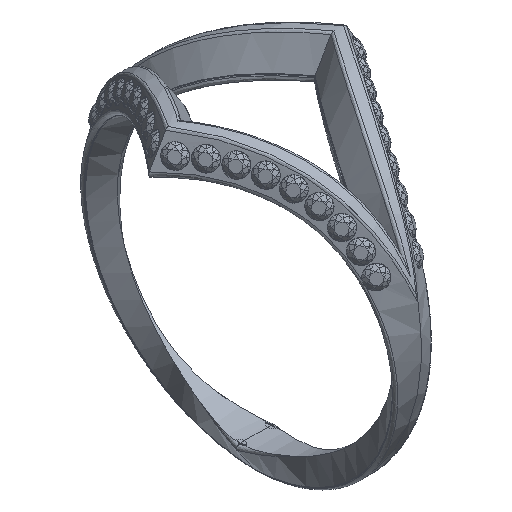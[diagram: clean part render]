
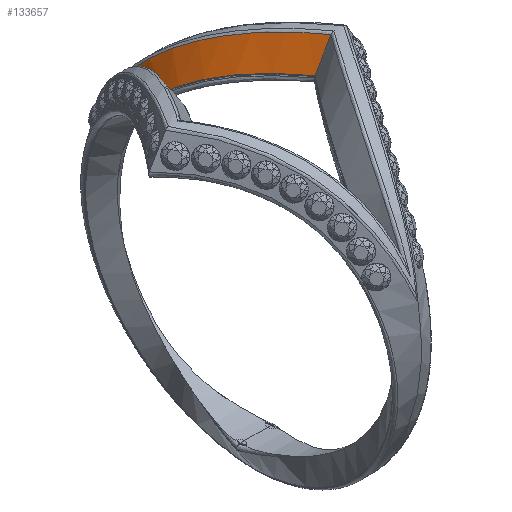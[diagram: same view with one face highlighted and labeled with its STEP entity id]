
A CAD part, isometric view. The second image highlights one B-rep face of the part: STEP entity #133657.
In plain terms, the highlighted free-form (B-spline) face has degree [5, 1] with [21, 2] control points.
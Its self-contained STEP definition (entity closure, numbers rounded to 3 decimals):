
#118249 = VERTEX_POINT('',#118250);
#118250 = CARTESIAN_POINT('',(0.,8.144,
    8.909));
#128506 = VERTEX_POINT('',#128507);
#128507 = CARTESIAN_POINT('',(4.918,0.,
    11.919));
#128514 = EDGE_CURVE('',#128506,#118249,#128515,.T.);
#128515 = B_SPLINE_CURVE_WITH_KNOTS('',5,(#128516,#128517,#128518,
    #128519,#128520,#128521,#128522,#128523,#128524),.UNSPECIFIED.,.F.,
  .F.,(6,3,6),(0.,7.561,9.625),.UNSPECIFIED.);
#128516 = CARTESIAN_POINT('',(4.918,0.,
    11.919));
#128517 = CARTESIAN_POINT('',(3.88,1.273,
    11.985));
#128518 = CARTESIAN_POINT('',(2.966,2.564,
    11.865));
#128519 = CARTESIAN_POINT('',(2.043,3.943,
    11.56));
#128520 = CARTESIAN_POINT('',(1.034,5.691,
    10.804));
#128521 = CARTESIAN_POINT('',(0.351,7.219,
    9.711));
#128522 = CARTESIAN_POINT('',(0.219,7.537,
    9.46));
#128523 = CARTESIAN_POINT('',(0.102,7.846,
    9.193));
#128524 = CARTESIAN_POINT('',(0.,8.144,
    8.909));
#128615 = EDGE_CURVE('',#128616,#118249,#128618,.T.);
#128616 = VERTEX_POINT('',#128617);
#128617 = CARTESIAN_POINT('',(0.,11.97,
    7.568));
#128618 = B_SPLINE_CURVE_WITH_KNOTS('',4,(#128619,#128620,#128621,
    #128622,#128623),.UNSPECIFIED.,.F.,.F.,(5,5),(0.615,
    5.996),.PIECEWISE_BEZIER_KNOTS.);
#128619 = CARTESIAN_POINT('',(0.,11.97,
    7.568));
#128620 = CARTESIAN_POINT('',(0.,11.02,
    7.911));
#128621 = CARTESIAN_POINT('',(0.,10.084,
    8.38));
#128622 = CARTESIAN_POINT('',(0.,9.117,
    8.726));
#128623 = CARTESIAN_POINT('',(0.,8.144,
    8.909));
#133657 = ADVANCED_FACE('',(#133658),#133691,.T.);
#133658 = FACE_BOUND('',#133659,.T.);
#133659 = EDGE_LOOP('',(#133660,#133661,#133662,#133673));
#133660 = ORIENTED_EDGE('',*,*,#128615,.T.);
#133661 = ORIENTED_EDGE('',*,*,#128514,.F.);
#133662 = ORIENTED_EDGE('',*,*,#133663,.T.);
#133663 = EDGE_CURVE('',#128506,#133664,#133666,.T.);
#133664 = VERTEX_POINT('',#133665);
#133665 = CARTESIAN_POINT('',(6.243,0.,
    14.213));
#133666 = B_SPLINE_CURVE_WITH_KNOTS('',5,(#133667,#133668,#133669,
    #133670,#133671,#133672),.UNSPECIFIED.,.F.,.F.,(6,6),(-1.457
    ,0.851),.PIECEWISE_BEZIER_KNOTS.);
#133667 = CARTESIAN_POINT('',(4.918,0.,
    11.919));
#133668 = CARTESIAN_POINT('',(5.183,0.,
    12.378));
#133669 = CARTESIAN_POINT('',(5.448,0.,
    12.837));
#133670 = CARTESIAN_POINT('',(5.713,0.,
    13.296));
#133671 = CARTESIAN_POINT('',(5.978,0.,
    13.754));
#133672 = CARTESIAN_POINT('',(6.243,0.,
    14.213));
#133673 = ORIENTED_EDGE('',*,*,#133674,.F.);
#133674 = EDGE_CURVE('',#128616,#133664,#133675,.T.);
#133675 = B_SPLINE_CURVE_WITH_KNOTS('',5,(#133676,#133677,#133678,
    #133679,#133680,#133681,#133682,#133683,#133684,#133685,#133686,
    #133687,#133688,#133689,#133690),.UNSPECIFIED.,.F.,.F.,(6,3,3,3,6),(
    9.565,13.39,18.827,24.195,
    28.343),.UNSPECIFIED.);
#133676 = CARTESIAN_POINT('',(0.,11.97,
    7.568));
#133677 = CARTESIAN_POINT('',(0.103,11.638,
    8.107));
#133678 = CARTESIAN_POINT('',(0.215,11.276,
    8.627));
#133679 = CARTESIAN_POINT('',(0.341,10.886,
    9.123));
#133680 = CARTESIAN_POINT('',(0.688,9.885,
    10.258));
#133681 = CARTESIAN_POINT('',(1.143,8.764,
    11.227));
#133682 = CARTESIAN_POINT('',(1.449,8.074,
    11.735));
#133683 = CARTESIAN_POINT('',(2.138,6.641,
    12.633));
#133684 = CARTESIAN_POINT('',(2.958,5.135,
    13.29));
#133685 = CARTESIAN_POINT('',(3.392,4.379,
    13.557));
#133686 = CARTESIAN_POINT('',(4.196,3.038,
    13.928));
#133687 = CARTESIAN_POINT('',(5.055,1.71,
    14.129));
#133688 = CARTESIAN_POINT('',(5.439,1.136,
    14.186));
#133689 = CARTESIAN_POINT('',(5.834,0.565,
    14.214));
#133690 = CARTESIAN_POINT('',(6.243,0.,
    14.213));
#133691 = B_SPLINE_SURFACE_WITH_KNOTS('',5,1,(
    (#133692,#133693)
    ,(#133694,#133695)
    ,(#133696,#133697)
    ,(#133698,#133699)
    ,(#133700,#133701)
    ,(#133702,#133703)
    ,(#133704,#133705)
    ,(#133706,#133707)
    ,(#133708,#133709)
    ,(#133710,#133711)
    ,(#133712,#133713)
    ,(#133714,#133715)
    ,(#133716,#133717)
    ,(#133718,#133719)
    ,(#133720,#133721)
    ,(#133722,#133723)
    ,(#133724,#133725)
    ,(#133726,#133727)
    ,(#133728,#133729)
    ,(#133730,#133731)
    ,(#133732,#133733
  )),.UNSPECIFIED.,.F.,.F.,.F.,(6,3,3,3,3,3,6),(2,2),(0.,7.561,
    13.226,18.492,23.453,27.406,36.525
    ),(-1.433,1.48),.UNSPECIFIED.);
#133692 = CARTESIAN_POINT('',(6.59,0.,
    14.815));
#133693 = CARTESIAN_POINT('',(4.918,0.,
    11.919));
#133694 = CARTESIAN_POINT('',(5.512,1.582,
    14.856));
#133695 = CARTESIAN_POINT('',(3.88,1.273,
    11.985));
#133696 = CARTESIAN_POINT('',(4.536,3.176,
    14.666));
#133697 = CARTESIAN_POINT('',(2.966,2.564,
    11.865));
#133698 = CARTESIAN_POINT('',(3.551,4.868,
    14.247));
#133699 = CARTESIAN_POINT('',(2.043,3.943,
    11.56));
#133700 = CARTESIAN_POINT('',(1.991,7.789,
    12.895));
#133701 = CARTESIAN_POINT('',(0.657,6.345,
    10.522));
#133702 = CARTESIAN_POINT('',(0.904,10.163,
    10.781));
#133703 = CARTESIAN_POINT('',(-0.115,8.332,
    8.845));
#133704 = CARTESIAN_POINT('',(0.51,11.098,
    9.724));
#133705 = CARTESIAN_POINT('',(-0.339,9.122,
    7.999));
#133706 = CARTESIAN_POINT('',(-0.064,12.622,
    7.374));
#133707 = CARTESIAN_POINT('',(-0.5,10.43,
    6.102));
#133708 = CARTESIAN_POINT('',(-0.472,13.503,
    4.769));
#133709 = CARTESIAN_POINT('',(-0.566,11.218,
    3.966));
#133710 = CARTESIAN_POINT('',(-0.648,13.778,
    3.468));
#133711 = CARTESIAN_POINT('',(-0.585,11.475,
    2.892));
#133712 = CARTESIAN_POINT('',(-0.952,13.997,
    0.9));
#133713 = CARTESIAN_POINT('',(-0.605,11.714,
    0.76));
#133714 = CARTESIAN_POINT('',(-1.187,13.623,
    -1.595));
#133715 = CARTESIAN_POINT('',(-0.595,11.473,
    -1.338));
#133716 = CARTESIAN_POINT('',(-1.286,13.307,
    -2.777));
#133717 = CARTESIAN_POINT('',(-0.585,11.247,
    -2.341));
#133718 = CARTESIAN_POINT('',(-1.433,12.496,
    -4.807));
#133719 = CARTESIAN_POINT('',(-0.551,10.652,
    -4.085));
#133720 = CARTESIAN_POINT('',(-1.528,11.313,
    -6.585));
#133721 = CARTESIAN_POINT('',(-0.486,9.757,
    -5.671));
#133722 = CARTESIAN_POINT('',(-1.56,10.723,
    -7.315));
#133723 = CARTESIAN_POINT('',(-0.452,9.305,
    -6.338));
#133724 = CARTESIAN_POINT('',(-1.638,8.56,
    -9.531));
#133725 = CARTESIAN_POINT('',(-0.291,7.631,
    -8.427));
#133726 = CARTESIAN_POINT('',(-1.607,5.868,
    -10.957));
#133727 = CARTESIAN_POINT('',(0.052,5.454,
    -10.026));
#133728 = CARTESIAN_POINT('',(-1.532,3.86,
    -11.498));
#133729 = CARTESIAN_POINT('',(0.409,3.745,
    -10.857));
#133730 = CARTESIAN_POINT('',(-1.408,1.867,
    -11.59));
#133731 = CARTESIAN_POINT('',(0.813,1.904,
    -11.358));
#133732 = CARTESIAN_POINT('',(-1.232,0.,
    -11.286));
#133733 = CARTESIAN_POINT('',(1.298,0.,
    -11.508));
